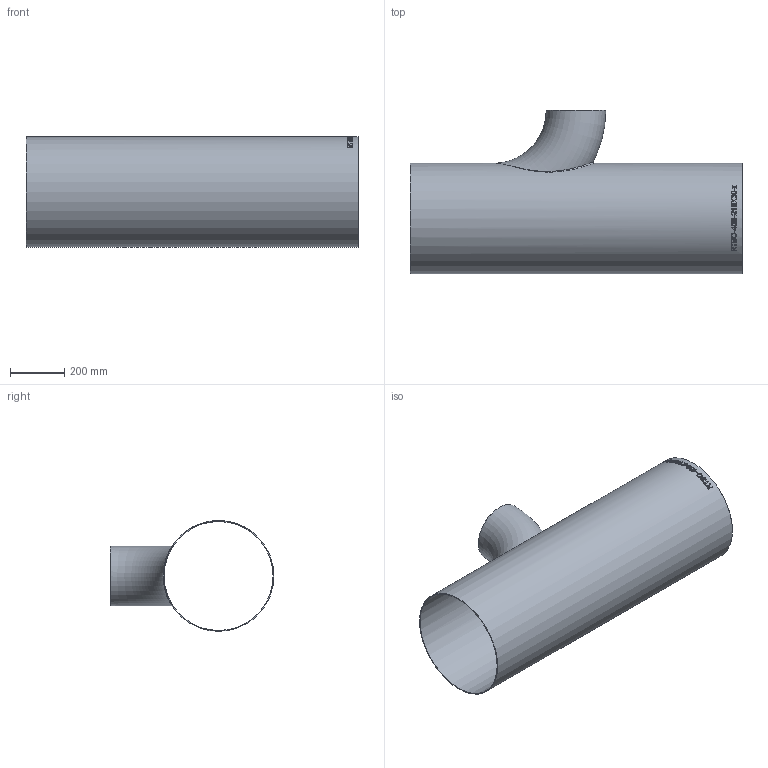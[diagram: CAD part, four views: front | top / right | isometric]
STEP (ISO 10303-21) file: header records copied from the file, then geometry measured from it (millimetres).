
FILE_DESCRIPTION (( 'STEP AP214' ), '1' );
FILE_NAME ('RTBO-406-219X30-x T-Bogen reduziert 2005.STEP', '2020-05-26T08:14:28', ( '' ), ( '' ), 'SwSTEP 2.0', 'SolidWorks 2019', '' );
FILE_SCHEMA (( 'AUTOMOTIVE_DESIGN' ));
Length unit declared in the file: millimetre
Products named in the file (1): RTBO-406-219X30-x T-Bogen reduziert 2005
Bounding box: 1220 x 601.85 x 406.4 mm (x, y, z)
Volume: 5504471.3 mm3; surface area: 3315812 mm2
Topology: 1 solids, 1 shells, 233 faces, 614 edges, 410 vertices
Faces by surface type: bspline 134, plane 69, cylinder 28, torus 2
Full cylindrical faces by diameter (mm): 400.4 x1, 406.4 x1
Entity records: 51809 total; most frequent: CARTESIAN_POINT 44824, ORIENTED_EDGE 1208, EDGE_CURVE 604, DIRECTION 471, B_SPLINE_CURVE_WITH_KNOTS 419, VERTEX_POINT 406, EDGE_LOOP 270, FACE_OUTER_BOUND 239
